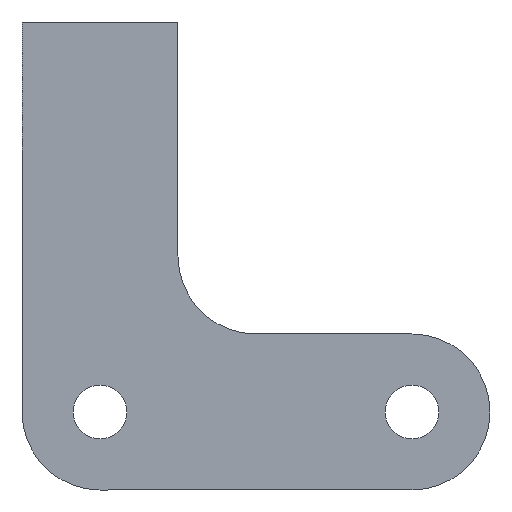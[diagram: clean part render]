
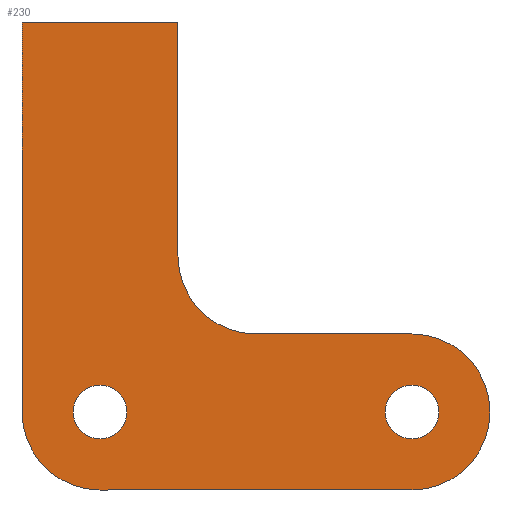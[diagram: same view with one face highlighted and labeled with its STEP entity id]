
A CAD part, front view. The second image highlights one B-rep face of the part: STEP entity #230.
In plain terms, the highlighted planar face has unit normal (0, -1, 0).
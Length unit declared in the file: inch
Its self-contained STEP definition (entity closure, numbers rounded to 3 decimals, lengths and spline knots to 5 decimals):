
#17=FACE_BOUND('',#52,.T.);
#18=FACE_BOUND('',#53,.T.);
#25=PLANE('',#274);
#37=FACE_OUTER_BOUND('',#51,.T.);
#51=EDGE_LOOP('',(#204,#205,#206,#207,#208,#209,#210,#211));
#52=EDGE_LOOP('',(#212));
#53=EDGE_LOOP('',(#213));
#56=LINE('',#357,#76);
#61=LINE('',#371,#81);
#64=LINE('',#377,#84);
#67=LINE('',#383,#87);
#71=LINE('',#395,#91);
#76=VECTOR('',#293,0.3937);
#81=VECTOR('',#306,0.3937);
#84=VECTOR('',#311,0.3937);
#87=VECTOR('',#316,0.3937);
#91=VECTOR('',#328,0.3937);
#95=CIRCLE('',#255,0.086);
#97=CIRCLE('',#258,0.086);
#98=CIRCLE('',#261,0.25);
#100=CIRCLE('',#267,0.25);
#102=CIRCLE('',#271,0.25);
#105=VERTEX_POINT('',#345);
#107=VERTEX_POINT('',#351);
#108=VERTEX_POINT('',#355);
#109=VERTEX_POINT('',#356);
#112=VERTEX_POINT('',#364);
#114=VERTEX_POINT('',#370);
#116=VERTEX_POINT('',#376);
#118=VERTEX_POINT('',#382);
#120=VERTEX_POINT('',#388);
#122=VERTEX_POINT('',#394);
#126=EDGE_CURVE('',#105,#105,#95,.T.);
#129=EDGE_CURVE('',#107,#107,#97,.T.);
#130=EDGE_CURVE('',#108,#109,#56,.T.);
#134=EDGE_CURVE('',#112,#108,#98,.T.);
#137=EDGE_CURVE('',#114,#112,#61,.T.);
#140=EDGE_CURVE('',#116,#114,#64,.T.);
#143=EDGE_CURVE('',#118,#116,#67,.T.);
#146=EDGE_CURVE('',#120,#118,#100,.T.);
#149=EDGE_CURVE('',#122,#120,#71,.T.);
#152=EDGE_CURVE('',#109,#122,#102,.T.);
#204=ORIENTED_EDGE('',*,*,#152,.F.);
#205=ORIENTED_EDGE('',*,*,#130,.F.);
#206=ORIENTED_EDGE('',*,*,#134,.F.);
#207=ORIENTED_EDGE('',*,*,#137,.F.);
#208=ORIENTED_EDGE('',*,*,#140,.F.);
#209=ORIENTED_EDGE('',*,*,#143,.F.);
#210=ORIENTED_EDGE('',*,*,#146,.F.);
#211=ORIENTED_EDGE('',*,*,#149,.F.);
#212=ORIENTED_EDGE('',*,*,#129,.F.);
#213=ORIENTED_EDGE('',*,*,#126,.F.);
#230=ADVANCED_FACE('',(#37,#17,#18),#25,.F.);
#255=AXIS2_PLACEMENT_3D('',#347,#282,#283);
#258=AXIS2_PLACEMENT_3D('',#353,#289,#290);
#261=AXIS2_PLACEMENT_3D('',#365,#299,#300);
#267=AXIS2_PLACEMENT_3D('',#389,#321,#322);
#271=AXIS2_PLACEMENT_3D('',#400,#333,#334);
#274=AXIS2_PLACEMENT_3D('',#403,#339,#340);
#282=DIRECTION('center_axis',(0.,-1.,0.));
#283=DIRECTION('ref_axis',(1.,0.,0.));
#289=DIRECTION('center_axis',(0.,-1.,0.));
#290=DIRECTION('ref_axis',(1.,0.,0.));
#293=DIRECTION('',(1.,0.,0.));
#299=DIRECTION('center_axis',(0.,-1.,0.));
#300=DIRECTION('ref_axis',(0.,0.,1.));
#306=DIRECTION('',(0.,0.,-1.));
#311=DIRECTION('',(1.,0.,0.));
#316=DIRECTION('',(0.,0.,1.));
#321=DIRECTION('center_axis',(0.,1.,0.));
#322=DIRECTION('ref_axis',(0.,0.,-1.));
#328=DIRECTION('',(-1.,0.,0.));
#333=DIRECTION('center_axis',(0.,1.,0.));
#334=DIRECTION('ref_axis',(0.,0.,1.));
#339=DIRECTION('center_axis',(0.,1.,0.));
#340=DIRECTION('ref_axis',(0.,0.,1.));
#345=CARTESIAN_POINT('',(0.38149,0.,-0.59631));
#347=CARTESIAN_POINT('Origin',(0.46749,0.,-0.59631));
#351=CARTESIAN_POINT('',(-0.61851,0.,-0.59631));
#353=CARTESIAN_POINT('Origin',(-0.53251,0.,-0.59631));
#355=CARTESIAN_POINT('',(-0.03251,0.,-0.34631));
#356=CARTESIAN_POINT('',(0.46749,0.,-0.34631));
#357=CARTESIAN_POINT('',(-0.03251,0.,-0.34631));
#364=CARTESIAN_POINT('',(-0.28251,0.,-0.09631));
#365=CARTESIAN_POINT('Origin',(-0.03251,0.,-0.09631));
#370=CARTESIAN_POINT('',(-0.28251,0.,0.65369));
#371=CARTESIAN_POINT('',(-0.28251,0.,0.65369));
#376=CARTESIAN_POINT('',(-0.78251,0.,0.65369));
#377=CARTESIAN_POINT('',(-0.78251,0.,0.65369));
#382=CARTESIAN_POINT('',(-0.78251,0.,-0.59631));
#383=CARTESIAN_POINT('',(-0.78251,0.,-0.59631));
#388=CARTESIAN_POINT('',(-0.53251,0.,-0.84631));
#389=CARTESIAN_POINT('Origin',(-0.53251,0.,-0.59631));
#394=CARTESIAN_POINT('',(0.46749,0.,-0.84631));
#395=CARTESIAN_POINT('',(0.46749,0.,-0.84631));
#400=CARTESIAN_POINT('Origin',(0.46749,0.,-0.59631));
#403=CARTESIAN_POINT('Origin',(-0.03251,0.,-0.09631));
